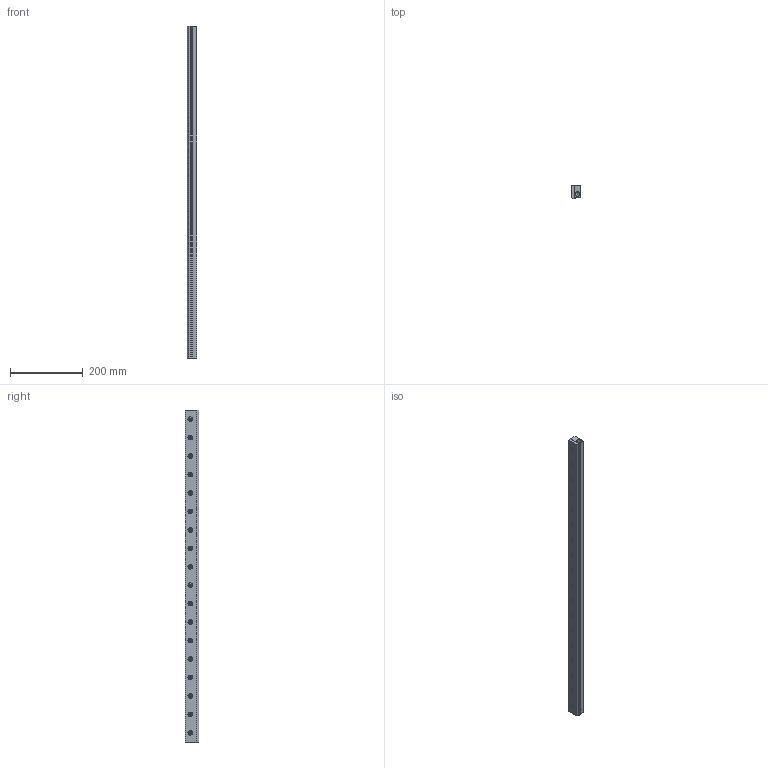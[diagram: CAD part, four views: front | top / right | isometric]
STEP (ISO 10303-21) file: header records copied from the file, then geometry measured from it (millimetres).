
FILE_DESCRIPTION(/* description */ (''),/* implementation_level */ '2;1');
FILE_NAME(/* name */ '110036SS-316.stp',/* time_stamp */ '2017-08-25T14:52:55-04:00',/* author */ ('Trey Green'),/* organization */ (''),/* preprocessor_version */ 'ST-DEVELOPER v16.13',/* originating_system */ 'Autodesk Inventor 2018',/* authorisation */ '');
FILE_SCHEMA (('AUTOMOTIVE_DESIGN { 1 0 10303 214 3 1 1 }'));
Length unit declared in the file: inch
Products named in the file (5): 110036SS; 110548SS; 110547SS; 9950; Unbrako - 1/4 x 5/8
Assembly tree (22 placements, depth 3):
  110036SS
    110548SS
    110547SS
    9950
      Unbrako - 1/4 x 5/8
    Unbrako - 1/4 x 5/8  x18
Bounding box: 26.21 x 36.51 x 914.4 mm (x, y, z)
Volume: 805363.1 mm3; surface area: 199147.7 mm2
Topology: 21 solids, 21 shells, 404 faces, 887 edges, 566 vertices
Faces by surface type: plane 208, cylinder 100, cone 58, torus 38
Full cylindrical faces by diameter (mm): 5.159 x18, 6.35 x19, 7.144 x18, 11.1 x19, 11.112 x4, 12.7 x18, 13.716 x4
Entity records: 3691 total; most frequent: DIRECTION 665, CARTESIAN_POINT 556, ORIENTED_EDGE 400, EDGE_LOOP 321, AXIS2_PLACEMENT_3D 310, EDGE_CURVE 200, FACE_BOUND 187, VERTEX_POINT 183
